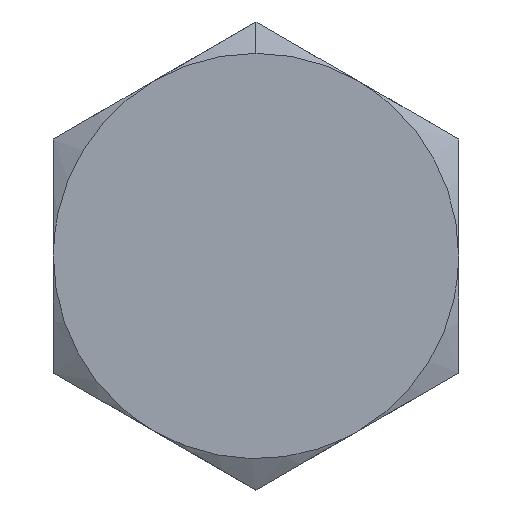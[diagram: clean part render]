
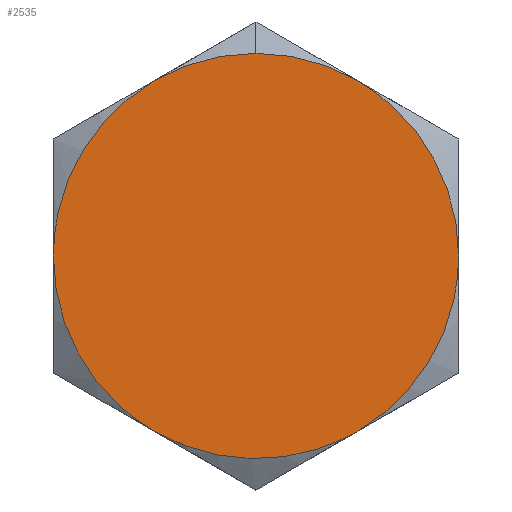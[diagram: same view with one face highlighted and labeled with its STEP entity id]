
A CAD part, front view. The second image highlights one B-rep face of the part: STEP entity #2535.
In plain terms, the highlighted free-form (B-spline) face has degree [1, 1] with [2, 2] control points.
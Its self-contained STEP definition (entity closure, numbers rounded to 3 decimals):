
#17 = CARTESIAN_POINT ( 'NONE',  ( 8.018, 0.5, -2.917 ) ) ;
#24 = CARTESIAN_POINT ( 'NONE',  ( -4.25, 0.5, -7.361 ) ) ;
#65 = CARTESIAN_POINT ( 'NONE',  ( -8.5, 0.5, 0. ) ) ;
#120 = CARTESIAN_POINT ( 'NONE',  ( 1.482, 0.5, -8.403 ) ) ;
#129 = CARTESIAN_POINT ( 'NONE',  ( -0.743, 0.5, -8.5 ) ) ;
#133 = CARTESIAN_POINT ( 'NONE',  ( -1.482, 0.5, -8.403 ) ) ;
#138 = B_SPLINE_CURVE_WITH_KNOTS ( 'NONE', 3,
 ( #550, #970, #1568, #1759, #754, #1349, #2573, #1785, #2568, #1764 ),
 .UNSPECIFIED., .F., .F.,
 ( 4, 2, 2, 2, 4 ),
 ( 0., 0.262, 0.524, 0.785, 1.047 ),
 .UNSPECIFIED. ) ;
#163 = B_SPLINE_CURVE_WITH_KNOTS ( 'NONE', 3,
 ( #1611, #2433, #603, #1211, #1870, #1220, #17, #1665, #1041, #1639 ),
 .UNSPECIFIED., .F., .F.,
 ( 4, 2, 2, 2, 4 ),
 ( 0., 0.262, 0.524, 0.785, 1.047 ),
 .UNSPECIFIED. ) ;
#189 = CARTESIAN_POINT ( 'NONE',  ( -7.733, 0.5, 3.607 ) ) ;
#197 = CARTESIAN_POINT ( 'NONE',  ( -5.485, 0.5, 6.536 ) ) ;
#208 = CARTESIAN_POINT ( 'NONE',  ( -8.5, 0.5, -0.743 ) ) ;
#280 = ORIENTED_EDGE ( 'NONE', *, *, #554, .T. ) ;
#281 = VERTEX_POINT ( 'NONE', #2174 ) ;
#325 = CARTESIAN_POINT ( 'NONE',  ( -1.482, 0.5, 8.403 ) ) ;
#349 = CARTESIAN_POINT ( 'NONE',  ( -2.917, 0.5, 8.018 ) ) ;
#374 = B_SPLINE_CURVE_WITH_KNOTS ( 'NONE', 3,
 ( #735, #1771, #325, #349, #2378, #1137 ),
 .UNSPECIFIED., .F., .F.,
 ( 4, 2, 4 ),
 ( 0., 0.262, 0.524 ),
 .UNSPECIFIED. ) ;
#396 = CARTESIAN_POINT ( 'NONE',  ( -5.485, 0.5, -6.536 ) ) ;
#402 = CARTESIAN_POINT ( 'NONE',  ( 0., 0.5, 8.5 ) ) ;
#455 = CARTESIAN_POINT ( 'NONE',  ( 4.25, 0.5, 7.361 ) ) ;
#508 = EDGE_CURVE ( 'NONE', #281, #986, #138, .T. ) ;
#543 = CARTESIAN_POINT ( 'NONE',  ( 3.607, 0.5, -7.733 ) ) ;
#548 = EDGE_CURVE ( 'NONE', #1530, #1141, #2026, .T. ) ;
#550 = CARTESIAN_POINT ( 'NONE',  ( 8.5, 0.5, 0. ) ) ;
#554 = EDGE_CURVE ( 'NONE', #1203, #2416, #374, .T. ) ;
#559 = CARTESIAN_POINT ( 'NONE',  ( 8.602, 0.5, -8.602 ) ) ;
#603 = CARTESIAN_POINT ( 'NONE',  ( 5.485, 0.5, -6.536 ) ) ;
#669 = FACE_OUTER_BOUND ( 'NONE', #2575, .T. ) ;
#735 = CARTESIAN_POINT ( 'NONE',  ( 0., 0.5, 8.5 ) ) ;
#744 = CARTESIAN_POINT ( 'NONE',  ( -8.602, 0.5, -8.602 ) ) ;
#754 = CARTESIAN_POINT ( 'NONE',  ( 7.733, 0.5, 3.607 ) ) ;
#836 = EDGE_CURVE ( 'NONE', #1141, #281, #163, .T. ) ;
#846 = CARTESIAN_POINT ( 'NONE',  ( -8.5, 0.5, 0. ) ) ;
#850 = CARTESIAN_POINT ( 'NONE',  ( 4.25, 0.5, 7.361 ) ) ;
#965 = CARTESIAN_POINT ( 'NONE',  ( 4.25, 0.5, -7.361 ) ) ;
#970 = CARTESIAN_POINT ( 'NONE',  ( 8.5, 0.5, 0.743 ) ) ;
#983 = VERTEX_POINT ( 'NONE', #65 ) ;
#986 = VERTEX_POINT ( 'NONE', #850 ) ;
#1011 = CARTESIAN_POINT ( 'NONE',  ( 4.25, 0.5, -7.361 ) ) ;
#1024 = CARTESIAN_POINT ( 'NONE',  ( -8.018, 0.5, 2.917 ) ) ;
#1025 = CARTESIAN_POINT ( 'NONE',  ( -4.25, 0.5, -7.361 ) ) ;
#1041 = CARTESIAN_POINT ( 'NONE',  ( 8.5, 0.5, -0.743 ) ) ;
#1093 = B_SPLINE_CURVE_WITH_KNOTS ( 'NONE', 3,
 ( #846, #208, #1617, #1829, #2464, #1836, #2054, #396, #1644, #1025 ),
 .UNSPECIFIED., .F., .F.,
 ( 4, 2, 2, 2, 4 ),
 ( 0., 0.262, 0.524, 0.785, 1.047 ),
 .UNSPECIFIED. ) ;
#1110 = EDGE_CURVE ( 'NONE', #2416, #983, #1495, .T. ) ;
#1137 = CARTESIAN_POINT ( 'NONE',  ( -4.25, 0.5, 7.361 ) ) ;
#1141 = VERTEX_POINT ( 'NONE', #1011 ) ;
#1203 = VERTEX_POINT ( 'NONE', #402 ) ;
#1211 = CARTESIAN_POINT ( 'NONE',  ( 6.536, 0.5, -5.485 ) ) ;
#1214 = CARTESIAN_POINT ( 'NONE',  ( -6.536, 0.5, 5.485 ) ) ;
#1220 = CARTESIAN_POINT ( 'NONE',  ( 7.733, 0.5, -3.607 ) ) ;
#1236 = EDGE_CURVE ( 'NONE', #983, #1530, #1093, .T. ) ;
#1342 = CARTESIAN_POINT ( 'NONE',  ( -2.917, 0.5, -8.018 ) ) ;
#1349 = CARTESIAN_POINT ( 'NONE',  ( 6.99, 0.5, 4.893 ) ) ;
#1418 = CARTESIAN_POINT ( 'NONE',  ( -8.5, 0.5, 0. ) ) ;
#1495 = B_SPLINE_CURVE_WITH_KNOTS ( 'NONE', 3,
 ( #2201, #2428, #197, #1214, #1634, #189, #1024, #2042, #1625, #1418 ),
 .UNSPECIFIED., .F., .F.,
 ( 4, 2, 2, 2, 4 ),
 ( 0., 0.262, 0.524, 0.785, 1.047 ),
 .UNSPECIFIED. ) ;
#1530 = VERTEX_POINT ( 'NONE', #24 ) ;
#1561 = CARTESIAN_POINT ( 'NONE',  ( 2.917, 0.5, -8.018 ) ) ;
#1568 = CARTESIAN_POINT ( 'NONE',  ( 8.403, 0.5, 1.482 ) ) ;
#1593 = B_SPLINE_SURFACE_WITH_KNOTS ( 'NONE', 1, 1, ( 
 ( #2214, #2008 ),
 ( #744, #559 ) ),
 .UNSPECIFIED., .F., .F., .F.,
 ( 2, 2 ),
 ( 2, 2 ),
 ( 0., 1. ),
 ( 0., 1. ),
 .UNSPECIFIED. ) ;
#1611 = CARTESIAN_POINT ( 'NONE',  ( 4.25, 0.5, -7.361 ) ) ;
#1617 = CARTESIAN_POINT ( 'NONE',  ( -8.403, 0.5, -1.482 ) ) ;
#1620 = ORIENTED_EDGE ( 'NONE', *, *, #508, .T. ) ;
#1625 = CARTESIAN_POINT ( 'NONE',  ( -8.5, 0.5, 0.743 ) ) ;
#1634 = CARTESIAN_POINT ( 'NONE',  ( -6.99, 0.5, 4.893 ) ) ;
#1639 = CARTESIAN_POINT ( 'NONE',  ( 8.5, 0.5, 0. ) ) ;
#1644 = CARTESIAN_POINT ( 'NONE',  ( -4.893, 0.5, -6.99 ) ) ;
#1665 = CARTESIAN_POINT ( 'NONE',  ( 8.403, 0.5, -1.482 ) ) ;
#1701 = CARTESIAN_POINT ( 'NONE',  ( 2.917, 0.5, 8.018 ) ) ;
#1759 = CARTESIAN_POINT ( 'NONE',  ( 8.018, 0.5, 2.917 ) ) ;
#1764 = CARTESIAN_POINT ( 'NONE',  ( 4.25, 0.5, 7.361 ) ) ;
#1771 = CARTESIAN_POINT ( 'NONE',  ( -0.743, 0.5, 8.5 ) ) ;
#1785 = CARTESIAN_POINT ( 'NONE',  ( 5.485, 0.5, 6.536 ) ) ;
#1829 = CARTESIAN_POINT ( 'NONE',  ( -8.018, 0.5, -2.917 ) ) ;
#1836 = CARTESIAN_POINT ( 'NONE',  ( -6.99, 0.5, -4.893 ) ) ;
#1870 = CARTESIAN_POINT ( 'NONE',  ( 6.99, 0.5, -4.893 ) ) ;
#1871 = B_SPLINE_CURVE_WITH_KNOTS ( 'NONE', 3,
 ( #455, #1908, #1701, #2512, #2133, #1897 ),
 .UNSPECIFIED., .F., .F.,
 ( 4, 2, 4 ),
 ( 0., 0.262, 0.524 ),
 .UNSPECIFIED. ) ;
#1897 = CARTESIAN_POINT ( 'NONE',  ( 0., 0.5, 8.5 ) ) ;
#1908 = CARTESIAN_POINT ( 'NONE',  ( 3.607, 0.5, 7.733 ) ) ;
#1969 = CARTESIAN_POINT ( 'NONE',  ( -4.25, 0.5, -7.361 ) ) ;
#1985 = ORIENTED_EDGE ( 'NONE', *, *, #1236, .T. ) ;
#2008 = CARTESIAN_POINT ( 'NONE',  ( 8.602, 0.5, 8.602 ) ) ;
#2018 = ORIENTED_EDGE ( 'NONE', *, *, #548, .T. ) ;
#2026 = B_SPLINE_CURVE_WITH_KNOTS ( 'NONE', 3,
 ( #1969, #2188, #1342, #133, #129, #2192, #120, #1561, #543, #965 ),
 .UNSPECIFIED., .F., .F.,
 ( 4, 2, 2, 2, 4 ),
 ( 0., 0.262, 0.524, 0.785, 1.047 ),
 .UNSPECIFIED. ) ;
#2042 = CARTESIAN_POINT ( 'NONE',  ( -8.403, 0.5, 1.482 ) ) ;
#2054 = CARTESIAN_POINT ( 'NONE',  ( -6.536, 0.5, -5.485 ) ) ;
#2066 = EDGE_CURVE ( 'NONE', #986, #1203, #1871, .T. ) ;
#2133 = CARTESIAN_POINT ( 'NONE',  ( 0.743, 0.5, 8.5 ) ) ;
#2174 = CARTESIAN_POINT ( 'NONE',  ( 8.5, 0.5, 0. ) ) ;
#2188 = CARTESIAN_POINT ( 'NONE',  ( -3.607, 0.5, -7.733 ) ) ;
#2192 = CARTESIAN_POINT ( 'NONE',  ( 0.743, 0.5, -8.5 ) ) ;
#2201 = CARTESIAN_POINT ( 'NONE',  ( -4.25, 0.5, 7.361 ) ) ;
#2214 = CARTESIAN_POINT ( 'NONE',  ( -8.602, 0.5, 8.602 ) ) ;
#2236 = ORIENTED_EDGE ( 'NONE', *, *, #836, .T. ) ;
#2378 = CARTESIAN_POINT ( 'NONE',  ( -3.607, 0.5, 7.733 ) ) ;
#2416 = VERTEX_POINT ( 'NONE', #2519 ) ;
#2428 = CARTESIAN_POINT ( 'NONE',  ( -4.893, 0.5, 6.99 ) ) ;
#2433 = CARTESIAN_POINT ( 'NONE',  ( 4.893, 0.5, -6.99 ) ) ;
#2448 = ORIENTED_EDGE ( 'NONE', *, *, #2066, .T. ) ;
#2464 = CARTESIAN_POINT ( 'NONE',  ( -7.733, 0.5, -3.607 ) ) ;
#2512 = CARTESIAN_POINT ( 'NONE',  ( 1.482, 0.5, 8.403 ) ) ;
#2513 = ORIENTED_EDGE ( 'NONE', *, *, #1110, .T. ) ;
#2519 = CARTESIAN_POINT ( 'NONE',  ( -4.25, 0.5, 7.361 ) ) ;
#2535 = ADVANCED_FACE ( 'NONE', ( #669 ), #1593, .T. ) ;
#2568 = CARTESIAN_POINT ( 'NONE',  ( 4.893, 0.5, 6.99 ) ) ;
#2573 = CARTESIAN_POINT ( 'NONE',  ( 6.536, 0.5, 5.485 ) ) ;
#2575 = EDGE_LOOP ( 'NONE', ( #2018, #2236, #1620, #2448, #280, #2513, #1985 ) ) ;
